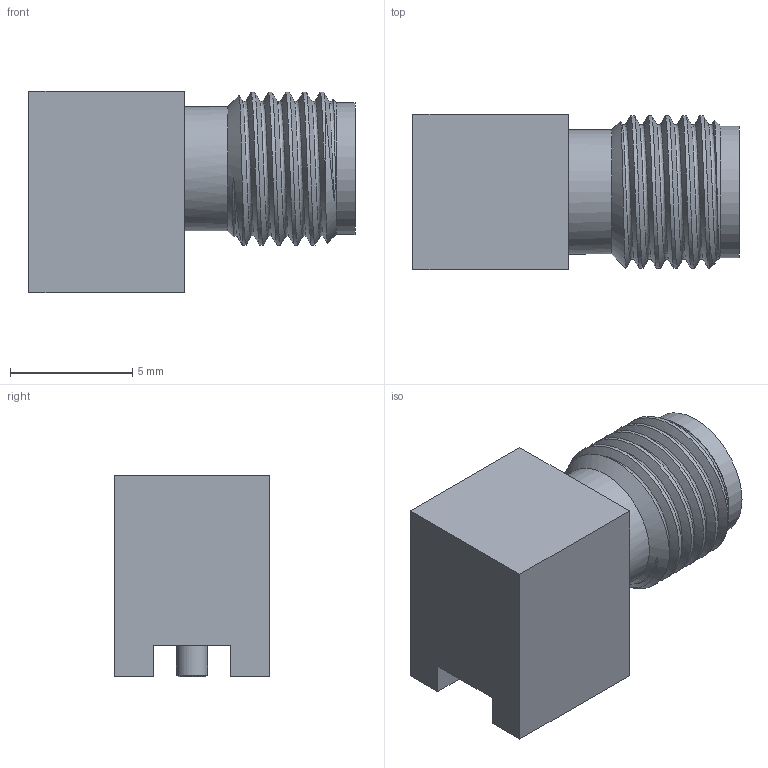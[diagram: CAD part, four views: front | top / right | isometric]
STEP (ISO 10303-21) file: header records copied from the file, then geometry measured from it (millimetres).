
FILE_DESCRIPTION( ( 'Unknown' ), '1' );
FILE_NAME( '142-0711-301.stp', 'Unknown', ( 'Unknown' ), ( 'Unknown' ), 'PSStep 14.0', 'Unknown', ' ' );
FILE_SCHEMA( ( 'AUTOMOTIVE_DESIGN { 1 0 10303 214 1 1 1 1 }' ) );
Length unit declared in the file: millimetre
Products named in the file (1): 1
Bounding box: 13.34 x 6.35 x 8.26 mm (x, y, z)
Volume: 441.5 mm3; surface area: 513.8 mm2
Topology: 1 solids, 1 shells, 37 faces, 88 edges, 58 vertices
Faces by surface type: plane 17, cylinder 10, cone 7, bspline 3
Full cylindrical faces by diameter (mm): 0.991 x1, 1.27 x1, 1.346 x1, 4.115 x1, 4.674 x1, 5.08 x1, 5.385 x1
Entity records: 2541 total; most frequent: CARTESIAN_POINT 1474, DIRECTION 150, ORIENTED_EDGE 140, EDGE_CURVE 70, AXIS2_PLACEMENT_3D 59, EDGE_LOOP 54, VERTEX_POINT 53, FACE_OUTER_BOUND 44
